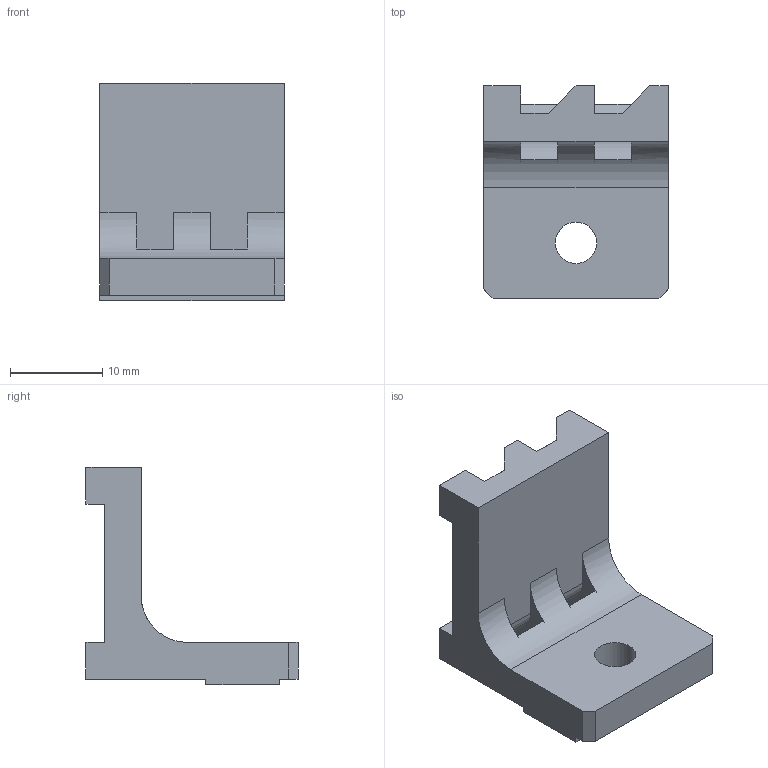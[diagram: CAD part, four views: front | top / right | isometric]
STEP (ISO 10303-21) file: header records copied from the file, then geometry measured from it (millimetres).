
FILE_DESCRIPTION (( 'STEP AP214' ), '1' );
FILE_NAME ('OA-Y20-P12-00.STEP', '2018-10-10T05:47:15', ( '' ), ( '' ), 'SwSTEP 2.0', 'SolidWorks 2014', '' );
FILE_SCHEMA (( 'AUTOMOTIVE_DESIGN' ));
Length unit declared in the file: millimetre
Products named in the file (1): OA-Y20-P12-00
Bounding box: 20 x 23 x 23.6 mm (x, y, z)
Volume: 3290.8 mm3; surface area: 2404.6 mm2
Topology: 1 solids, 1 shells, 47 faces, 145 edges, 96 vertices
Faces by surface type: plane 38, cylinder 9
Entity records: 1651 total; most frequent: ORIENTED_EDGE 290, CARTESIAN_POINT 289, DIRECTION 263, EDGE_CURVE 145, VECTOR 123, LINE 123, VERTEX_POINT 96, AXIS2_PLACEMENT_3D 70
